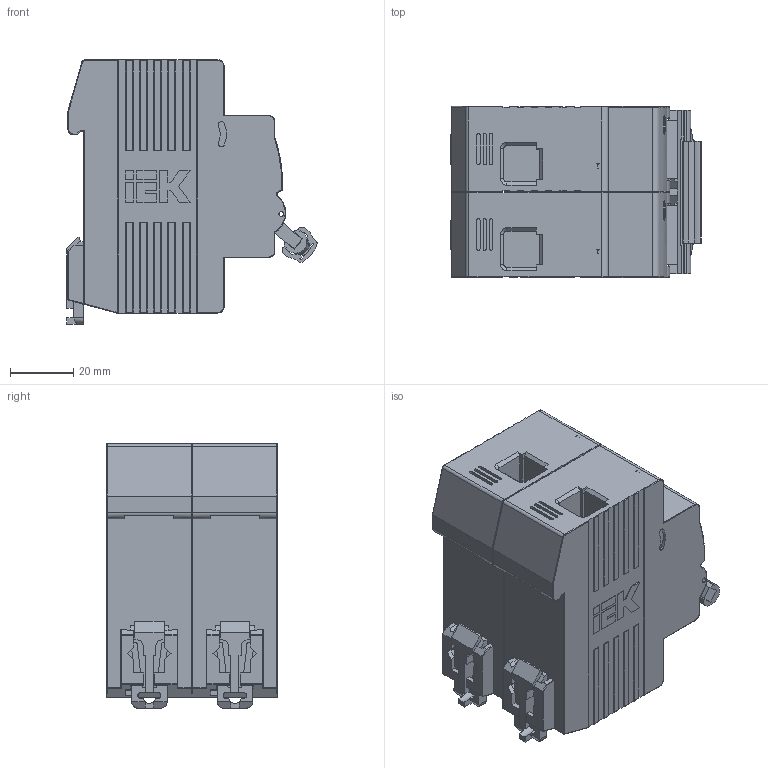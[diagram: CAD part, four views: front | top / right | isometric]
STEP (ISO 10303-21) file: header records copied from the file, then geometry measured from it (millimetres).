
FILE_DESCRIPTION (( 'STEP AP214' ), '1' );
FILE_NAME ('MVA40-2-006-C.STEP', '2025-02-06T10:22:37', ( '' ), ( '' ), 'SwSTEP 2.0', 'SolidWorks 2022', '' );
FILE_SCHEMA (( 'AUTOMOTIVE_DESIGN' ));
Length unit declared in the file: millimetre
Products named in the file (1): MVA40-2-006-C
Bounding box: 79.17 x 54 x 83.5 mm (x, y, z)
Volume: 233703.7 mm3; surface area: 45523.8 mm2
Topology: 4 solids, 24 shells, 1427 faces, 3764 edges, 2406 vertices
Faces by surface type: plane 882, cylinder 391, bspline 54, torus 38, cone 34, sphere 28
Entity records: 45361 total; most frequent: CARTESIAN_POINT 10496, ORIENTED_EDGE 7452, DIRECTION 6958, EDGE_CURVE 3726, VECTOR 2702, LINE 2702, VERTEX_POINT 2406, AXIS2_PLACEMENT_3D 2128
